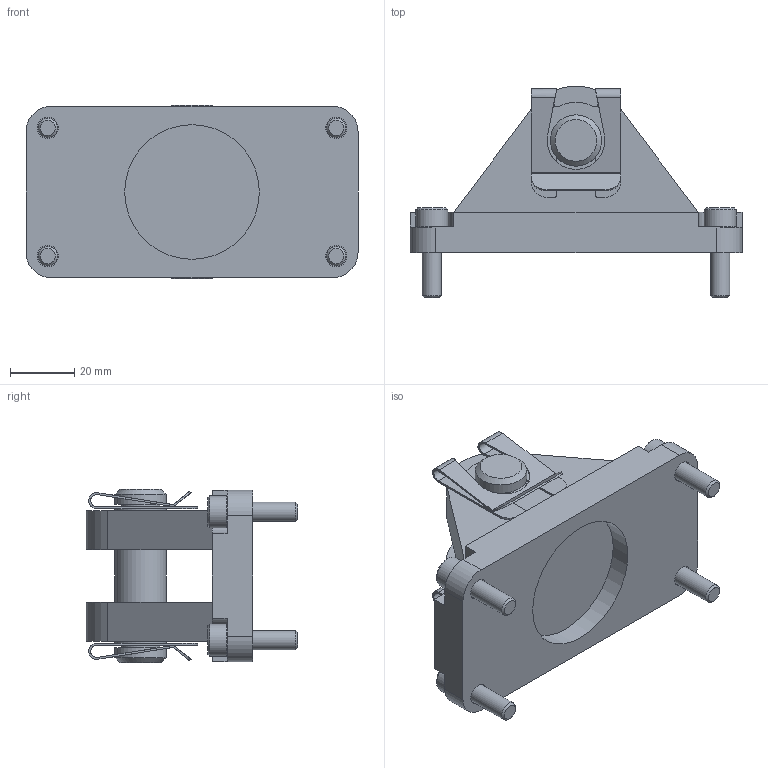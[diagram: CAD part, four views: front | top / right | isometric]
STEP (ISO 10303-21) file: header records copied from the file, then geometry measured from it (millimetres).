
FILE_DESCRIPTION(/* description */ ('STEP AP214'),/* implementation_level */ '2;1');
FILE_NAME(/* name */ '14886_SZS-63',/* time_stamp */ '2024-09-15T15:20:12+02:00',/* author */ ('License CC BY-ND 4.0'),/* organization */ ('CADENAS'),/* preprocessor_version */ 'ST-DEVELOPER v19.3',/* originating_system */ 'PARTsolutions',/* authorisation */ ' ');
FILE_SCHEMA (('AUTOMOTIVE_DESIGN {1 0 10303 214 3 1 1}'));
Length unit declared in the file: millimetre
Products named in the file (5): 14886 SZS-63; 14886 SZS-63---(F); 369482 BZ-16-042,0-AA (54); 209822 16 SXN 08 VERZINKT:SL; DIN-912 - M6x22(F)
Assembly tree (8 placements, depth 2):
  14886 SZS-63
    14886 SZS-63---(F)
    369482 BZ-16-042,0-AA (54)
    209822 16 SXN 08 VERZINKT:SL  x2
    DIN-912 - M6x22(F)  x4
Bounding box: 103.6 x 65.94 x 54 mm (x, y, z)
Volume: 111707.1 mm3; surface area: 36263.4 mm2
Topology: 8 solids, 8 shells, 233 faces, 540 edges, 330 vertices
Faces by surface type: plane 123, cylinder 64, cone 46
Full cylindrical faces by diameter (mm): 6 x4, 6.6 x4, 10 x4, 12 x2, 16 x5, 42 x1
Entity records: 3509 total; most frequent: DIRECTION 608, CARTESIAN_POINT 593, ORIENTED_EDGE 524, EDGE_CURVE 262, AXIS2_PLACEMENT_3D 226, VERTEX_POINT 181, FACE_BOUND 159, EDGE_LOOP 158
